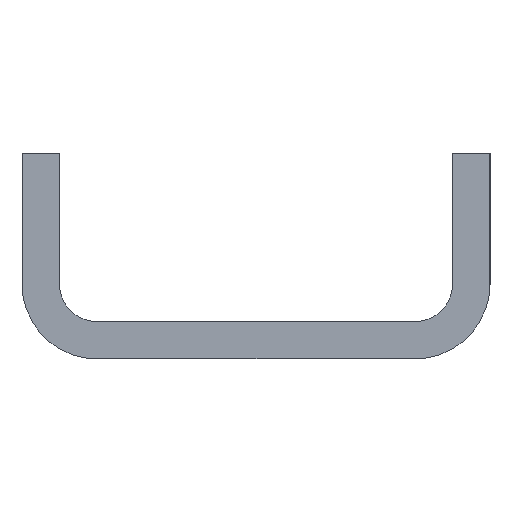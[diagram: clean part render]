
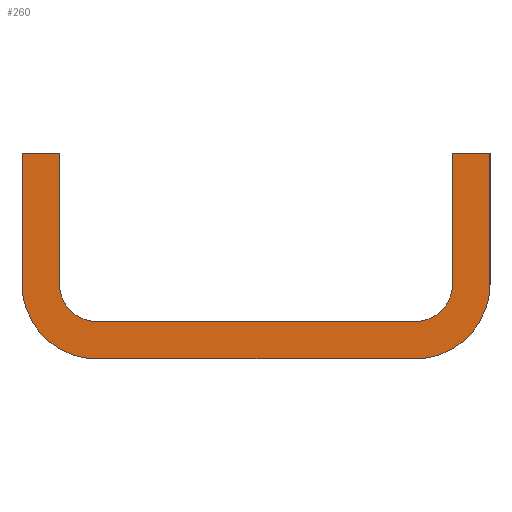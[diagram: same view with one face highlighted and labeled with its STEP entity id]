
A CAD part, left-side view. The second image highlights one B-rep face of the part: STEP entity #260.
In plain terms, the highlighted planar face has unit normal (-1, 0, 0).
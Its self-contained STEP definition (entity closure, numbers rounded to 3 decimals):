
#15=CIRCLE('',#291,12.);
#18=CIRCLE('',#295,6.);
#21=CIRCLE('',#301,6.);
#22=CIRCLE('',#302,12.);
#34=FACE_OUTER_BOUND('',#48,.T.);
#48=EDGE_LOOP('',(#207,#208,#209,#210,#211,#212,#213,#214,#215,#216,#217,
#218));
#58=LINE('',#392,#86);
#60=LINE('',#397,#88);
#63=LINE('',#403,#91);
#72=LINE('',#433,#100);
#74=LINE('',#437,#102);
#75=LINE('',#441,#103);
#76=LINE('',#443,#104);
#77=LINE('',#445,#105);
#86=VECTOR('',#316,10.);
#88=VECTOR('',#320,10.);
#91=VECTOR('',#325,10.);
#100=VECTOR('',#354,10.);
#102=VECTOR('',#358,10.);
#103=VECTOR('',#361,10.);
#104=VECTOR('',#362,10.);
#105=VECTOR('',#363,10.);
#112=VERTEX_POINT('',#386);
#114=VERTEX_POINT('',#390);
#116=VERTEX_POINT('',#395);
#117=VERTEX_POINT('',#400);
#119=VERTEX_POINT('',#406);
#122=VERTEX_POINT('',#414);
#129=VERTEX_POINT('',#432);
#130=VERTEX_POINT('',#436);
#131=VERTEX_POINT('',#438);
#132=VERTEX_POINT('',#440);
#133=VERTEX_POINT('',#442);
#134=VERTEX_POINT('',#444);
#138=EDGE_CURVE('',#114,#112,#58,.T.);
#140=EDGE_CURVE('',#114,#116,#60,.T.);
#143=EDGE_CURVE('',#116,#117,#63,.T.);
#145=EDGE_CURVE('',#119,#112,#15,.T.);
#150=EDGE_CURVE('',#122,#117,#18,.T.);
#158=EDGE_CURVE('',#129,#119,#72,.T.);
#160=EDGE_CURVE('',#122,#130,#74,.T.);
#161=EDGE_CURVE('',#130,#131,#21,.T.);
#162=EDGE_CURVE('',#131,#132,#75,.T.);
#163=EDGE_CURVE('',#133,#132,#76,.T.);
#164=EDGE_CURVE('',#134,#133,#77,.T.);
#165=EDGE_CURVE('',#129,#134,#22,.T.);
#207=ORIENTED_EDGE('',*,*,#160,.T.);
#208=ORIENTED_EDGE('',*,*,#161,.T.);
#209=ORIENTED_EDGE('',*,*,#162,.T.);
#210=ORIENTED_EDGE('',*,*,#163,.F.);
#211=ORIENTED_EDGE('',*,*,#164,.F.);
#212=ORIENTED_EDGE('',*,*,#165,.F.);
#213=ORIENTED_EDGE('',*,*,#158,.T.);
#214=ORIENTED_EDGE('',*,*,#145,.T.);
#215=ORIENTED_EDGE('',*,*,#138,.F.);
#216=ORIENTED_EDGE('',*,*,#140,.T.);
#217=ORIENTED_EDGE('',*,*,#143,.T.);
#218=ORIENTED_EDGE('',*,*,#150,.F.);
#248=PLANE('',#300);
#260=ADVANCED_FACE('',(#34),#248,.T.);
#291=AXIS2_PLACEMENT_3D('',#407,#329,#330);
#295=AXIS2_PLACEMENT_3D('',#416,#339,#340);
#300=AXIS2_PLACEMENT_3D('',#435,#356,#357);
#301=AXIS2_PLACEMENT_3D('',#439,#359,#360);
#302=AXIS2_PLACEMENT_3D('',#446,#364,#365);
#316=DIRECTION('',(0.,0.,-1.));
#320=DIRECTION('',(0.,1.,0.));
#325=DIRECTION('',(0.,0.,-1.));
#329=DIRECTION('center_axis',(-1.,0.,0.));
#330=DIRECTION('ref_axis',(0.,0.,-1.));
#339=DIRECTION('center_axis',(-1.,0.,0.));
#340=DIRECTION('ref_axis',(0.,0.,-1.));
#354=DIRECTION('',(0.,-1.,0.));
#356=DIRECTION('center_axis',(-1.,0.,0.));
#357=DIRECTION('ref_axis',(0.,0.,1.));
#358=DIRECTION('',(0.,1.,0.));
#359=DIRECTION('center_axis',(1.,0.,0.));
#360=DIRECTION('ref_axis',(0.,0.,-1.));
#361=DIRECTION('',(0.,0.,1.));
#362=DIRECTION('',(0.,-1.,0.));
#363=DIRECTION('',(0.,0.,1.));
#364=DIRECTION('center_axis',(1.,0.,0.));
#365=DIRECTION('ref_axis',(0.,0.,-1.));
#386=CARTESIAN_POINT('',(0.,-37.5,12.));
#390=CARTESIAN_POINT('',(0.,-37.5,33.));
#392=CARTESIAN_POINT('',(0.,-37.5,33.));
#395=CARTESIAN_POINT('',(0.,-31.5,33.));
#397=CARTESIAN_POINT('',(0.,-37.5,33.));
#400=CARTESIAN_POINT('',(0.,-31.5,12.));
#403=CARTESIAN_POINT('',(0.,-31.5,33.));
#406=CARTESIAN_POINT('',(0.,-25.5,0.));
#407=CARTESIAN_POINT('Origin',(0.,-25.5,12.));
#414=CARTESIAN_POINT('',(0.,-25.5,6.));
#416=CARTESIAN_POINT('Origin',(0.,-25.5,12.));
#432=CARTESIAN_POINT('',(0.,25.5,0.));
#433=CARTESIAN_POINT('',(0.,37.5,0.));
#435=CARTESIAN_POINT('Origin',(0.,-37.5,0.));
#436=CARTESIAN_POINT('',(0.,25.5,6.));
#437=CARTESIAN_POINT('',(0.,37.5,6.));
#438=CARTESIAN_POINT('',(0.,31.5,12.));
#439=CARTESIAN_POINT('Origin',(0.,25.5,12.));
#440=CARTESIAN_POINT('',(0.,31.5,33.));
#441=CARTESIAN_POINT('',(0.,31.5,0.));
#442=CARTESIAN_POINT('',(0.,37.5,33.));
#443=CARTESIAN_POINT('',(0.,37.5,33.));
#444=CARTESIAN_POINT('',(0.,37.5,12.));
#445=CARTESIAN_POINT('',(0.,37.5,0.));
#446=CARTESIAN_POINT('Origin',(0.,25.5,12.));
